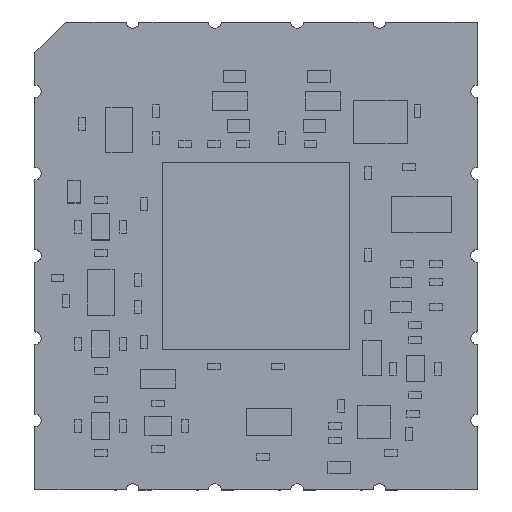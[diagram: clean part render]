
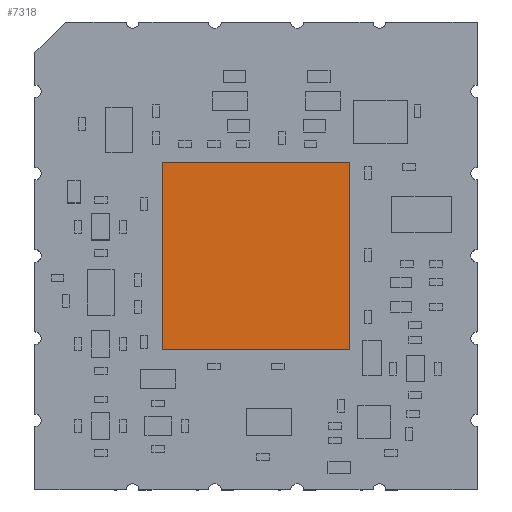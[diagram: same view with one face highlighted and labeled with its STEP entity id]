
A CAD part, top view. The second image highlights one B-rep face of the part: STEP entity #7318.
In plain terms, the highlighted planar face has unit normal (0, 0, 1).
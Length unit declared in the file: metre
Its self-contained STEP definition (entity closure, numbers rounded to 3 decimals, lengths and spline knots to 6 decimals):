
#7318=ADVANCED_FACE('1:3287',(#9611),#9612,.T.);
#9611=FACE_OUTER_BOUND('',#10531,.T.);
#9612=PLANE('',#10532);
#10531=EDGE_LOOP('',(#11299,#11300,#11301,#11302));
#10532=AXIS2_PLACEMENT_3D('',#11303,#11304,#11305);
#11299=ORIENTED_EDGE('',*,*,#13067,.F.);
#11300=ORIENTED_EDGE('',*,*,#13064,.F.);
#11301=ORIENTED_EDGE('',*,*,#13061,.F.);
#11302=ORIENTED_EDGE('',*,*,#13058,.F.);
#11303=CARTESIAN_POINT('',(-0.00455,0.00455,0.001));
#11304=DIRECTION('',(-0.0,0.0,1.0));
#11305=DIRECTION('',(1.0,-0.0,0.0));
#13058=EDGE_CURVE('1:3292',#13969,#13971,#13972,.T.);
#13061=EDGE_CURVE('1:3301',#13971,#13976,#13977,.T.);
#13064=EDGE_CURVE('1:3310',#13976,#13981,#13982,.T.);
#13067=EDGE_CURVE('1:3319',#13981,#13969,#13986,.T.);
#13969=VERTEX_POINT('',#14832);
#13971=VERTEX_POINT('',#14835);
#13972=LINE('',#14836,#14837);
#13976=VERTEX_POINT('',#14843);
#13977=LINE('',#14844,#14845);
#13981=VERTEX_POINT('',#14851);
#13982=LINE('',#14852,#14853);
#13986=LINE('',#14859,#14860);
#14832=CARTESIAN_POINT('',(-0.00455,0.00455,0.001));
#14835=CARTESIAN_POINT('',(0.00455,0.00455,0.001));
#14836=CARTESIAN_POINT('',(-0.00455,0.00455,0.001));
#14837=VECTOR('',#15748,0.001);
#14843=CARTESIAN_POINT('',(0.00455,-0.00455,0.001));
#14844=CARTESIAN_POINT('',(0.00455,0.00455,0.001));
#14845=VECTOR('',#15751,0.001);
#14851=CARTESIAN_POINT('',(-0.00455,-0.00455,0.001));
#14852=CARTESIAN_POINT('',(0.00455,-0.00455,0.001));
#14853=VECTOR('',#15754,0.001);
#14859=CARTESIAN_POINT('',(-0.00455,-0.00455,0.001));
#14860=VECTOR('',#15757,0.001);
#15748=DIRECTION('',(1.0,0.0,0.0));
#15751=DIRECTION('',(0.0,-1.0,0.0));
#15754=DIRECTION('',(-1.0,0.0,0.0));
#15757=DIRECTION('',(0.0,1.0,0.0));
